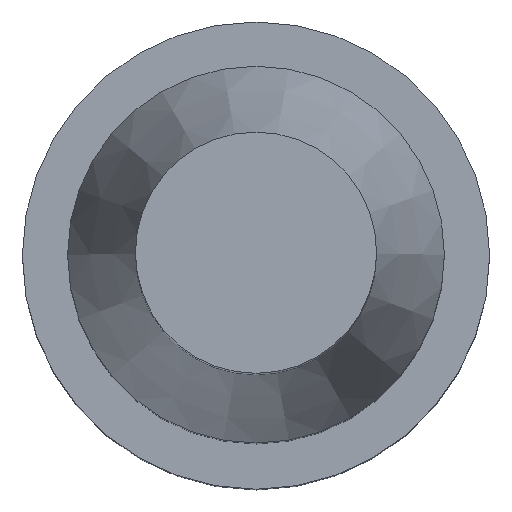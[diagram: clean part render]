
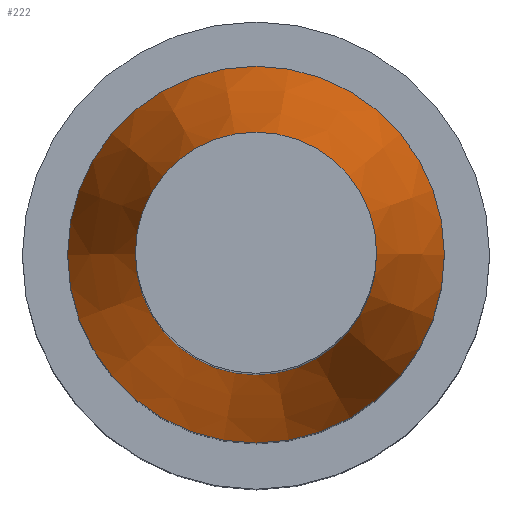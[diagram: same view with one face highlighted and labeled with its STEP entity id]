
A CAD part, top view. The second image highlights one B-rep face of the part: STEP entity #222.
In plain terms, the highlighted conical face has half-angle 13.325 degrees and reference radius 12.5 mm.
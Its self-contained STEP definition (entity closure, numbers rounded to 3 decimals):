
#18=FACE_BOUND($,#77,.T.);
#27=CONICAL_SURFACE($,#247,12.5,13.325);
#39=CIRCLE($,#245,8.);
#40=CIRCLE($,#248,12.5);
#58=FACE_OUTER_BOUND($,#76,.T.);
#76=EDGE_LOOP($,(#191));
#77=EDGE_LOOP($,(#192));
#121=VERTEX_POINT($,#1269);
#122=VERTEX_POINT($,#1273);
#146=EDGE_CURVE($,#121,#121,#39,.T.);
#147=EDGE_CURVE($,#122,#122,#40,.T.);
#191=ORIENTED_EDGE($,*,*,#147,.F.);
#192=ORIENTED_EDGE($,*,*,#146,.T.);
#222=ADVANCED_FACE($,(#58,#18),#27,.T.);
#245=AXIS2_PLACEMENT_3D($,#1270,#296,#297);
#247=AXIS2_PLACEMENT_3D($,#1272,#300,#301);
#248=AXIS2_PLACEMENT_3D($,#1274,#302,#303);
#296=DIRECTION('center_axis',(0.,0.,-1.));
#297=DIRECTION('ref_axis',(-1.,0.,0.));
#300=DIRECTION('center_axis',(0.,0.,-1.));
#301=DIRECTION('ref_axis',(1.,0.,0.));
#302=DIRECTION('center_axis',(0.,0.,-1.));
#303=DIRECTION('ref_axis',(-1.,0.,0.));
#1269=CARTESIAN_POINT('',(-8.,0.,84.));
#1270=CARTESIAN_POINT('Origin',(0.,0.,84.));
#1272=CARTESIAN_POINT('Origin',(0.,0.,65.));
#1273=CARTESIAN_POINT('',(12.5,0.,65.));
#1274=CARTESIAN_POINT('Origin',(0.,0.,65.));
